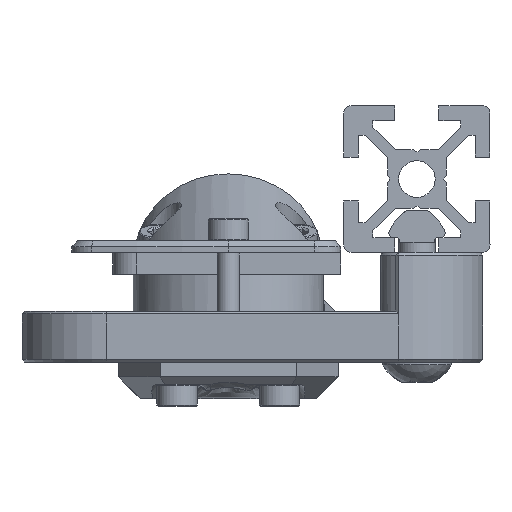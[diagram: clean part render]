
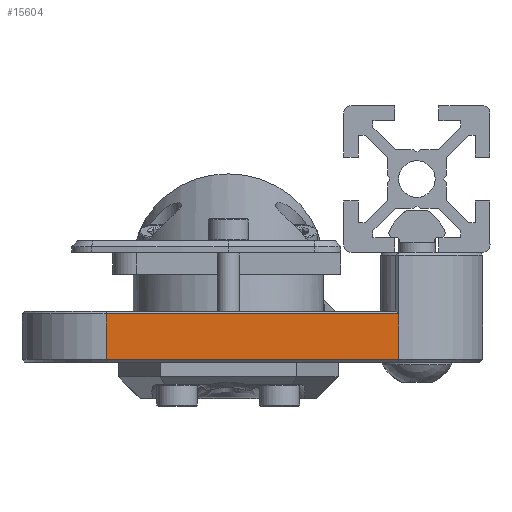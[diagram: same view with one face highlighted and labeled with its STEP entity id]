
A CAD part, left-side view. The second image highlights one B-rep face of the part: STEP entity #15604.
In plain terms, the highlighted planar face has unit normal (-1, 0, 0).
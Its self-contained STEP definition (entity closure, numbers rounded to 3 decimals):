
#953=PLANE('',#16746);
#1652=LINE('',#28287,#3043);
#1766=LINE('',#28924,#3157);
#1784=LINE('',#28974,#3175);
#1789=LINE('',#28984,#3180);
#1803=LINE('',#29014,#3194);
#1804=LINE('',#29015,#3195);
#3043=VECTOR('',#18376,10.);
#3157=VECTOR('',#18672,10.);
#3175=VECTOR('',#18726,10.);
#3180=VECTOR('',#18739,10.);
#3194=VECTOR('',#18773,10.);
#3195=VECTOR('',#18774,10.);
#4568=FACE_OUTER_BOUND('',#5453,.T.);
#5453=EDGE_LOOP('',(#11882,#11883,#11884,#11885,#11886,#11887));
#6879=VERTEX_POINT('',#28245);
#6892=VERTEX_POINT('',#28281);
#7006=VERTEX_POINT('',#28916);
#7008=VERTEX_POINT('',#28922);
#7022=VERTEX_POINT('',#28972);
#7023=VERTEX_POINT('',#28983);
#8624=EDGE_CURVE('',#6879,#6892,#1652,.T.);
#8793=EDGE_CURVE('',#7008,#7006,#1766,.T.);
#8819=EDGE_CURVE('',#7022,#7006,#1784,.T.);
#8824=EDGE_CURVE('',#7022,#7023,#1789,.T.);
#8840=EDGE_CURVE('',#7023,#6879,#1803,.T.);
#8841=EDGE_CURVE('',#6892,#7008,#1804,.T.);
#11882=ORIENTED_EDGE('',*,*,#8840,.F.);
#11883=ORIENTED_EDGE('',*,*,#8824,.F.);
#11884=ORIENTED_EDGE('',*,*,#8819,.T.);
#11885=ORIENTED_EDGE('',*,*,#8793,.F.);
#11886=ORIENTED_EDGE('',*,*,#8841,.F.);
#11887=ORIENTED_EDGE('',*,*,#8624,.F.);
#15604=ADVANCED_FACE('',(#4568),#953,.T.);
#16746=AXIS2_PLACEMENT_3D('',#29013,#18771,#18772);
#18376=DIRECTION('',(0.,1.,0.));
#18672=DIRECTION('',(0.,-1.,0.));
#18726=DIRECTION('',(0.,0.,1.));
#18739=DIRECTION('',(0.,1.,0.));
#18771=DIRECTION('center_axis',(-1.,0.,0.));
#18772=DIRECTION('ref_axis',(0.,1.,0.));
#18773=DIRECTION('',(0.,0.,-1.));
#18774=DIRECTION('',(0.,0.,1.));
#28245=CARTESIAN_POINT('',(-78.5,29.4,-7.6));
#28281=CARTESIAN_POINT('',(-78.5,29.404,-7.6));
#28287=CARTESIAN_POINT('',(-78.5,31.451,-7.6));
#28916=CARTESIAN_POINT('',(-78.5,-10.596,6.6));
#28922=CARTESIAN_POINT('',(-78.5,29.404,6.6));
#28924=CARTESIAN_POINT('',(-78.5,19.202,6.6));
#28972=CARTESIAN_POINT('',(-78.5,-10.596,0.4));
#28974=CARTESIAN_POINT('',(-78.5,-10.596,0.));
#28983=CARTESIAN_POINT('',(-78.5,29.4,0.4));
#28984=CARTESIAN_POINT('',(-78.5,30.45,0.4));
#29013=CARTESIAN_POINT('Origin',(-78.5,29.,0.));
#29014=CARTESIAN_POINT('',(-78.5,29.4,-5.6));
#29015=CARTESIAN_POINT('',(-78.5,29.404,0.));
